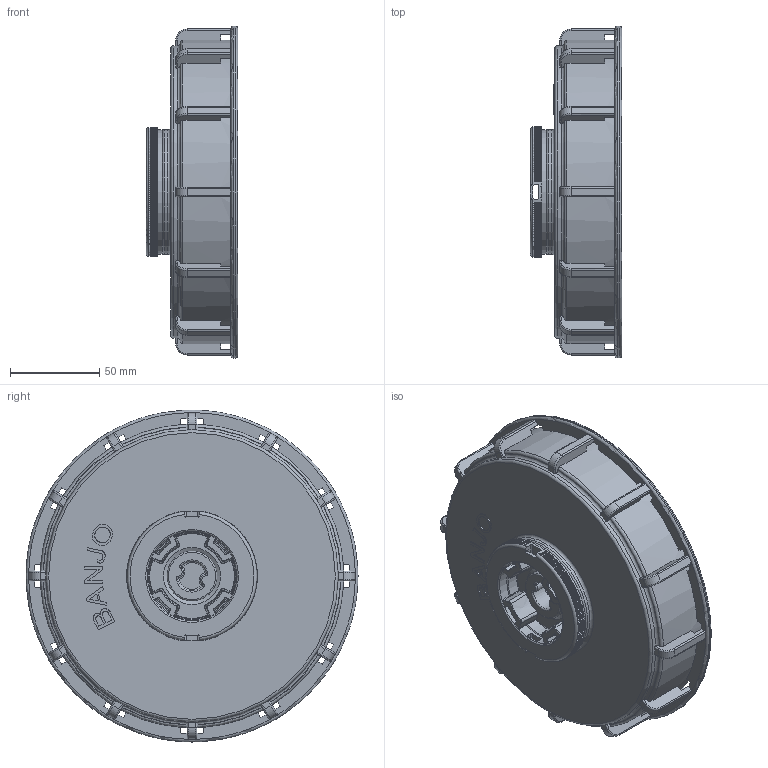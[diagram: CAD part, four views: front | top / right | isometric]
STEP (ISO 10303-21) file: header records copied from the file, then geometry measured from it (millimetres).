
FILE_DESCRIPTION(/* description */ ('6" IBC TANK LID W/ 2" FNPT'),/* implementation_level */ '2;1');
FILE_NAME(/* name */ 'TL652S.stp',/* time_stamp */ '2016-08-02T16:24:32-04:00',/* author */ ('DCerny'),/* organization */ (''),/* preprocessor_version */ 'ST-DEVELOPER v16.1',/* originating_system */ 'Autodesk Inventor 2016',/* authorisation */ '');
FILE_SCHEMA (('AUTOMOTIVE_DESIGN { 1 0 10303 214 3 1 1 }'));
Products named in the file (7): TL6502; TL6521S; 200MPT; 200MPTG; TL6531X; TL6531; TL652S
Assembly tree (6 placements, depth 3):
  TL652S
    TL6502
    TL6521S
    TL6531
      200MPT
      200MPTG
      TL6531X
Bounding box: 51.31 x 186.18 x 186.18 mm (x, y, z)
Volume: 323370.1 mm3; surface area: 166828.2 mm2
Topology: 6 solids, 6 shells, 1696 faces, 4455 edges, 2764 vertices
Faces by surface type: plane 785, cylinder 524, bspline 168, torus 120, cone 71, sphere 28
Full cylindrical faces by diameter (mm): 5.08 x1, 20.218 x1, 22.962 x1, 23.787 x5, 23.838 x1, 27.94 x2, 58.42 x1, 59.055 x1, 60.452 x2, 69.85 x3, 135.318 x1, 154.178 x1, 163.195 x3, 163.83 x1, 170.18 x1, 186.182 x1
Entity records: 59934 total; most frequent: CARTESIAN_POINT 19006, ORIENTED_EDGE 8702, DIRECTION 8439, EDGE_CURVE 4351, AXIS2_PLACEMENT_3D 3126, VERTEX_POINT 2723, LINE 2187, VECTOR 2187
